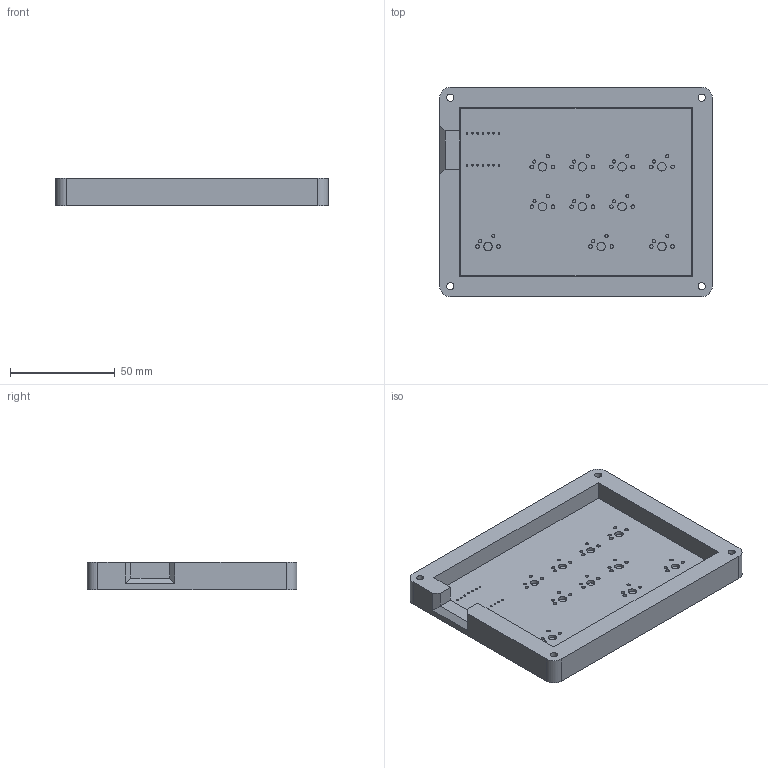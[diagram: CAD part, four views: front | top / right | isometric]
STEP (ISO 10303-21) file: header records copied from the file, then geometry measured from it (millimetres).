
FILE_DESCRIPTION(/* description */ (''),/* implementation_level */ '2;1');
FILE_NAME(/* name */ 'Bob''s Mini-Keyboard Backside V1.2.step',/* time_stamp */ '2025-12-24T17:07:52+10:00',/* author */ (''),/* organization */ (''),/* preprocessor_version */ 'ST-DEVELOPER v20.1',/* originating_system */ 'Autodesk Translation Framework v14.21.0.0',/* authorisation */ '');
FILE_SCHEMA (('AUTOMOTIVE_DESIGN { 1 0 10303 214 3 1 1 }'));
Length unit declared in the file: millimetre
Products named in the file (3): 2025-12-07-17-32-04-933; 2025-12-21-09-53-38-432; 2025-12-21-09-53-38-433
Assembly tree (2 placements, depth 3):
  2025-12-07-17-32-04-933
    2025-12-21-09-53-38-432
      2025-12-21-09-53-38-433
Bounding box: 130 x 100 x 13 mm (x, y, z)
Volume: 89623 mm3; surface area: 54407 mm2
Topology: 2 solids, 2 shells, 468 faces, 1288 edges, 858 vertices
Faces by surface type: bspline 224, plane 168, cylinder 76
Full cylindrical faces by diameter (mm): 0.889 x14, 1.5 x20, 1.7 x20, 3.4 x4, 4 x10, 6 x4
Entity records: 17301 total; most frequent: CARTESIAN_POINT 6427, ORIENTED_EDGE 2576, DIRECTION 1490, EDGE_CURVE 1288, VERTEX_POINT 858, LINE 688, VECTOR 688, EDGE_LOOP 638
